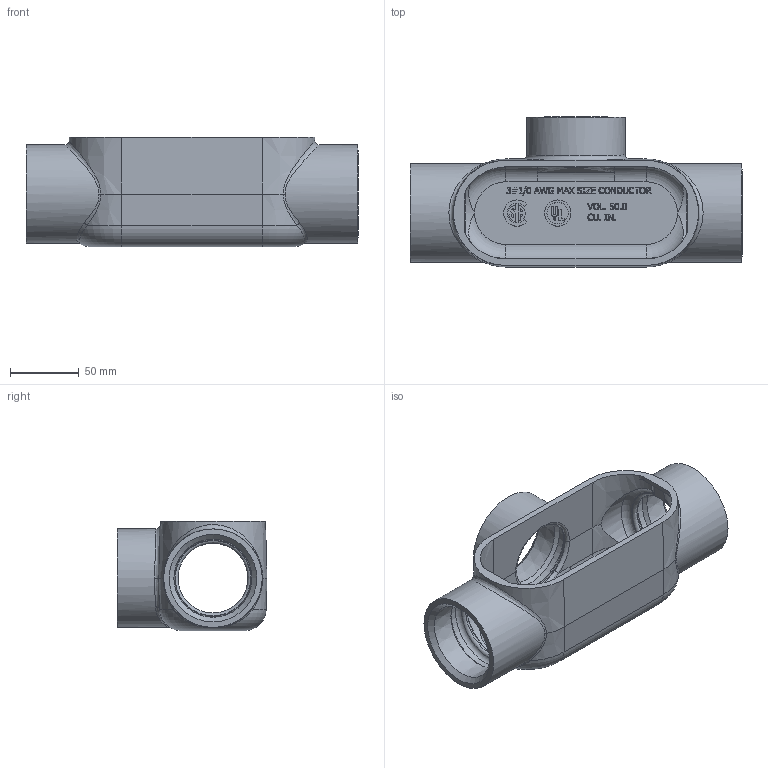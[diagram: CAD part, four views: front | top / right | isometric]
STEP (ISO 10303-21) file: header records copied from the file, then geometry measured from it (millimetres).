
FILE_DESCRIPTION(/* description */ (''),/* implementation_level */ '2;1');
FILE_NAME(/* name */ 'KIL_T67.stp',/* time_stamp */ '2019-02-13T12:54:35+05:00',/* author */ ('avenkatesan'),/* organization */ (''),/* preprocessor_version */ 'ST-DEVELOPER v17',/* originating_system */ 'Autodesk Inventor 2018',/* authorisation */ '');
FILE_SCHEMA (('AUTOMOTIVE_DESIGN { 1 0 10303 214 3 1 1 }'));
Length unit declared in the file: inch
Products named in the file (1): 17712-2
Bounding box: 240.7 x 108.73 x 79.38 mm (x, y, z)
Volume: 306734.5 mm3; surface area: 120209.6 mm2
Topology: 1 solids, 1 shells, 854 faces, 2322 edges, 1538 vertices
Faces by surface type: plane 502, bspline 270, cylinder 39, cone 28, torus 15
Full cylindrical faces by diameter (mm): 1.772 x1, 2.115 x1, 15.526 x1, 19.05 x1, 60.477 x3, 71.425 x3
Entity records: 32851 total; most frequent: CARTESIAN_POINT 13011, ORIENTED_EDGE 4644, DIRECTION 3079, EDGE_CURVE 2322, LINE 1557, VECTOR 1557, VERTEX_POINT 1538, EDGE_LOOP 928
